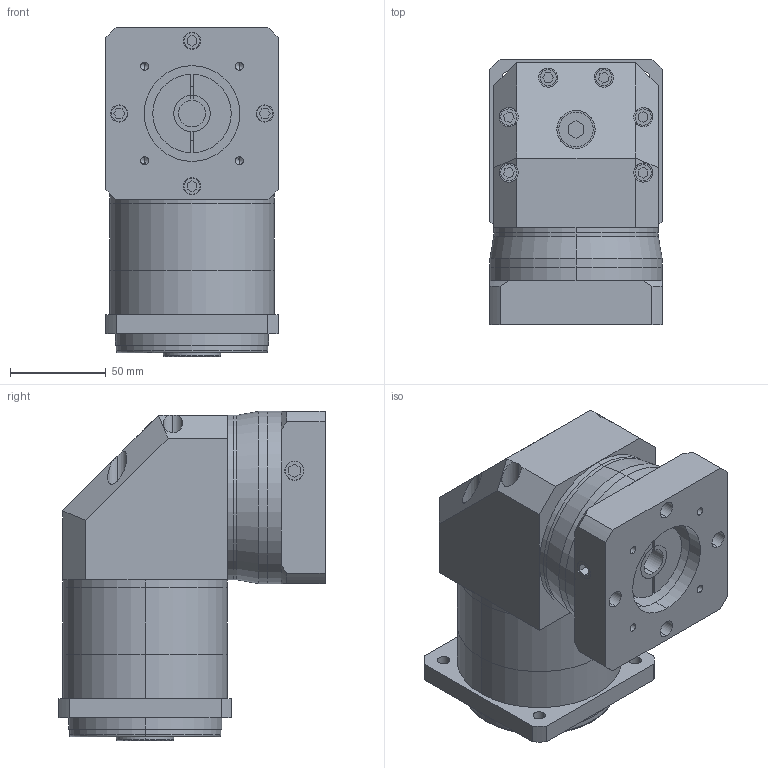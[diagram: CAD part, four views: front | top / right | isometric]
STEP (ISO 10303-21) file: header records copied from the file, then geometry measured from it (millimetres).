
FILE_DESCRIPTION (( 'STEP AP214' ), '1' );
FILE_NAME ('VGZK85单级模型（14-30 50-3 4-5.5-70）.STEP', '2018-10-20T06:27:25', ( 'Windows' ), ( 'Microsoft' ), 'SwSTEP 2.0', 'SolidWorks 2016', '' );
FILE_SCHEMA (( 'AUTOMOTIVE_DESIGN' ));
Length unit declared in the file: millimetre
Products named in the file (1): VGZK85单级模型（14-30 50-3 4-5.5-70）
Bounding box: 90 x 139 x 172 mm (x, y, z)
Volume: 1251369.3 mm3; surface area: 164919.4 mm2
Topology: 6 solids, 6 shells, 340 faces, 792 edges, 511 vertices
Faces by surface type: plane 191, cylinder 131, cone 14, torus 4
Entity records: 9863 total; most frequent: DIRECTION 1718, CARTESIAN_POINT 1714, ORIENTED_EDGE 1568, EDGE_CURVE 784, AXIS2_PLACEMENT_3D 619, VERTEX_POINT 511, VECTOR 480, LINE 480
